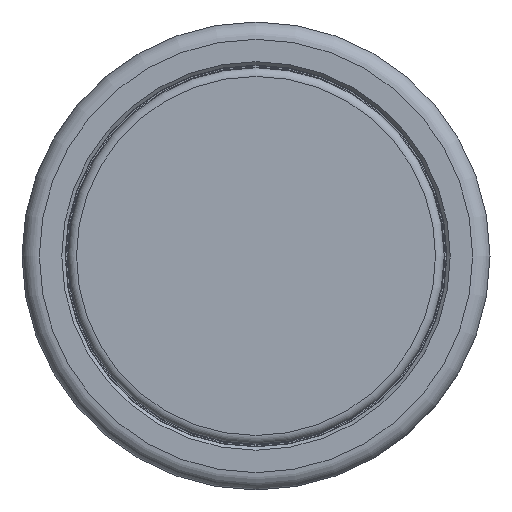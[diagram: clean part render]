
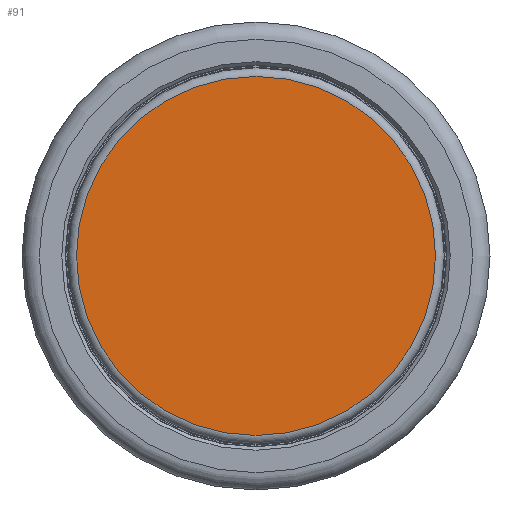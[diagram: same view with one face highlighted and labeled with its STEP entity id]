
A CAD part, top view. The second image highlights one B-rep face of the part: STEP entity #91.
In plain terms, the highlighted planar face has unit normal (0, 0, 1).
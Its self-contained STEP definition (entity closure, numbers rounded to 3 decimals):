
#91 = ADVANCED_FACE( '', ( #211 ), #212, .F. );
#211 = FACE_OUTER_BOUND( '', #369, .T. );
#212 = PLANE( '', #370 );
#369 = EDGE_LOOP( '', ( #568 ) );
#370 = AXIS2_PLACEMENT_3D( '', #569, #570, #571 );
#568 = ORIENTED_EDGE( '', *, *, #794, .T. );
#569 = CARTESIAN_POINT( '', ( 10.85, 0., 90. ) );
#570 = DIRECTION( '', ( 0., 0., -1. ) );
#571 = DIRECTION( '', ( 1., 0., 0. ) );
#794 = EDGE_CURVE( '', #916, #916, #917, .F. );
#916 = VERTEX_POINT( '', #1079 );
#917 = CIRCLE( '', #1080, 10.35 );
#1079 = CARTESIAN_POINT( '', ( 10.35, 0., 90. ) );
#1080 = AXIS2_PLACEMENT_3D( '', #1216, #1217, #1218 );
#1216 = CARTESIAN_POINT( '', ( 0., 0., 90. ) );
#1217 = DIRECTION( '', ( 0., 0., -1. ) );
#1218 = DIRECTION( '', ( 1., 0., 0. ) );
